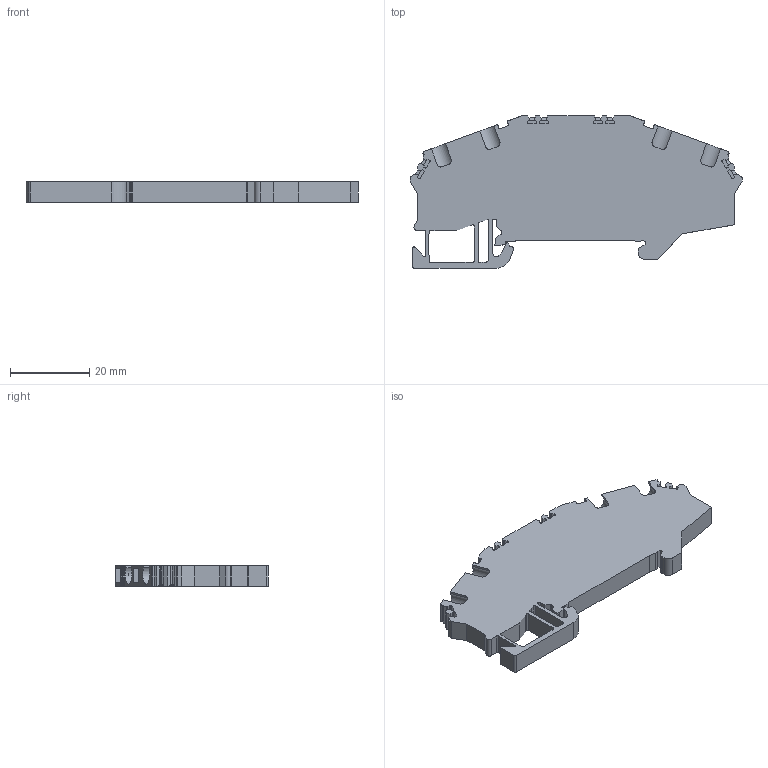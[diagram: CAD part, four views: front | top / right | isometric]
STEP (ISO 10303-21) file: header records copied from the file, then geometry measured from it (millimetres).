
FILE_DESCRIPTION(/* description */ (''),/* implementation_level */ '2;1');
FILE_NAME(/* name */ '3505_ZRK25_2x2A_LED1_iso.stp',/* time_stamp */ '2011-08-02T11:45:49+02:00',/* author */ (''),/* organization */ (''),/* preprocessor_version */ 'ST-DEVELOPER v11',/* originating_system */ 'SIEMENS UGS NX 6.0',/* authorisation */ '');
FILE_SCHEMA (('CONFIG_CONTROL_DESIGN'));
Length unit declared in the file: millimetre
Products named in the file (1): 3505_ZRK25_2x2A_LED1_iso
Bounding box: 83.6 x 38.5 x 5.1 mm (x, y, z)
Volume: 10697.1 mm3; surface area: 6909.8 mm2
Topology: 1 solids, 1 shells, 419 faces, 1231 edges, 812 vertices
Faces by surface type: plane 264, cylinder 101, extrusion 38, bspline 16
Full cylindrical faces by diameter (mm): 2.4 x2
Entity records: 14846 total; most frequent: CARTESIAN_POINT 3427, ORIENTED_EDGE 2448, DIRECTION 2299, EDGE_CURVE 1224, VECTOR 913, LINE 875, VERTEX_POINT 812, AXIS2_PLACEMENT_3D 693
